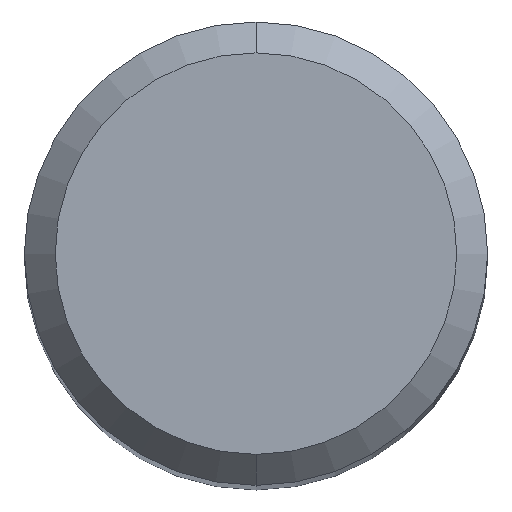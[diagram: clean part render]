
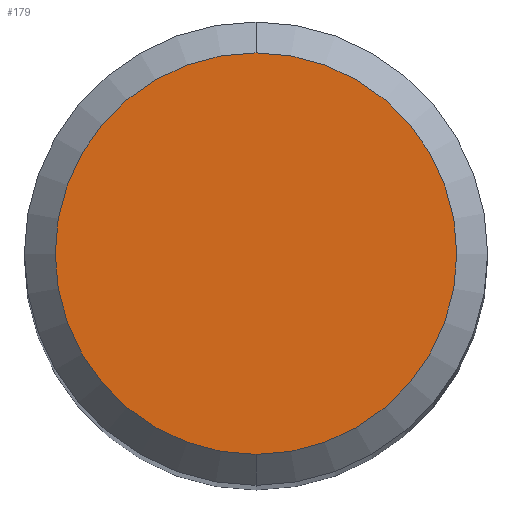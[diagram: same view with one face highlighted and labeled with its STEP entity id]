
A CAD part, top view. The second image highlights one B-rep face of the part: STEP entity #179.
In plain terms, the highlighted planar face has unit normal (0, 0, 1).
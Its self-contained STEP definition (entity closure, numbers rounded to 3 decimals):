
#179=ADVANCED_FACE('',(#471),#472,.T.);
#265=EDGE_CURVE('',#361,#281,#562,.T.);
#281=VERTEX_POINT('',#579);
#361=VERTEX_POINT('',#670);
#387=EDGE_CURVE('',#281,#361,#700,.T.);
#471=FACE_OUTER_BOUND('',#784,.T.);
#472=PLANE('',#785);
#562=CIRCLE('',#1017,2.6);
#579=CARTESIAN_POINT('',(0.,-2.6,0.0));
#670=CARTESIAN_POINT('',(0.0,2.6,0.0));
#700=CIRCLE('',#1281,2.6);
#784=EDGE_LOOP('',(#1393,#1394));
#785=AXIS2_PLACEMENT_3D('',#1395,#1396,#1397);
#1017=AXIS2_PLACEMENT_3D('',#1483,#1484,#1485);
#1281=AXIS2_PLACEMENT_3D('',#1637,#1638,#1639);
#1393=ORIENTED_EDGE('',*,*,#265,.F.);
#1394=ORIENTED_EDGE('',*,*,#387,.F.);
#1395=CARTESIAN_POINT('',(0.0,1.3,0.0));
#1396=DIRECTION('',(-0.0,0.0,1.0));
#1397=DIRECTION('',(0.0,-1.0,0.0));
#1483=CARTESIAN_POINT('',(0.0,0.0,0.0));
#1484=DIRECTION('',(0.0,0.0,-1.0));
#1485=DIRECTION('',(0.0,1.0,0.0));
#1637=CARTESIAN_POINT('',(0.0,0.0,0.0));
#1638=DIRECTION('',(0.0,0.0,-1.0));
#1639=DIRECTION('',(0.0,1.0,0.0));
